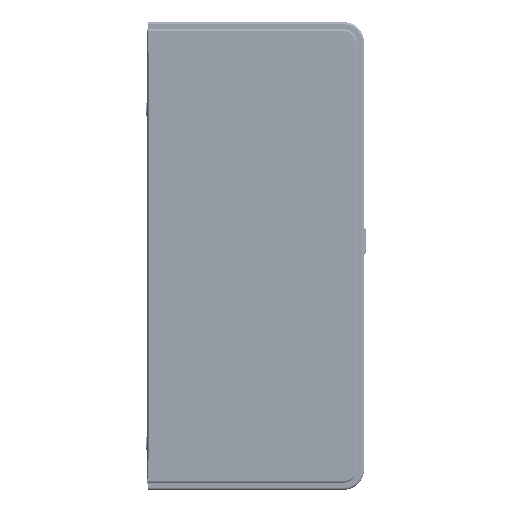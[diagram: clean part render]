
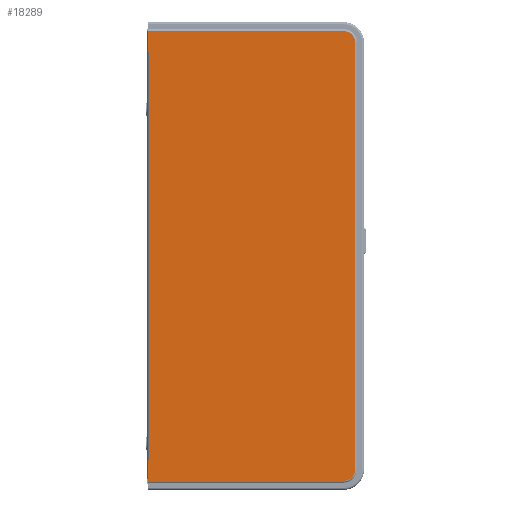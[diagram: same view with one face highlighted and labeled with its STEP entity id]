
A CAD part, left-side view. The second image highlights one B-rep face of the part: STEP entity #18289.
In plain terms, the highlighted planar face has unit normal (-1, 0, 0).
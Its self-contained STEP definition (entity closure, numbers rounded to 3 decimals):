
#18289 = ADVANCED_FACE( '', ( #42204 ), #42205, .T. );
#42204 = FACE_OUTER_BOUND( '', #89091, .T. );
#42205 = PLANE( '', #89092 );
#89091 = EDGE_LOOP( '', ( #155435, #155436, #155437, #155438, #155439, #155440, #155441, #155442, #155443, #155444, #155445, #155446, #155447, #155448 ) );
#89092 = AXIS2_PLACEMENT_3D( '', #155449, #155450, #155451 );
#155435 = ORIENTED_EDGE( '', *, *, #182637, .T. );
#155436 = ORIENTED_EDGE( '', *, *, #167883, .T. );
#155437 = ORIENTED_EDGE( '', *, *, #184003, .T. );
#155438 = ORIENTED_EDGE( '', *, *, #181564, .T. );
#155439 = ORIENTED_EDGE( '', *, *, #174808, .T. );
#155440 = ORIENTED_EDGE( '', *, *, #171081, .T. );
#155441 = ORIENTED_EDGE( '', *, *, #185351, .T. );
#155442 = ORIENTED_EDGE( '', *, *, #185352, .T. );
#155443 = ORIENTED_EDGE( '', *, *, #185353, .T. );
#155444 = ORIENTED_EDGE( '', *, *, #168576, .F. );
#155445 = ORIENTED_EDGE( '', *, *, #185354, .F. );
#155446 = ORIENTED_EDGE( '', *, *, #183968, .F. );
#155447 = ORIENTED_EDGE( '', *, *, #181376, .T. );
#155448 = ORIENTED_EDGE( '', *, *, #185355, .T. );
#155449 = CARTESIAN_POINT( '', ( -161.85, -178.946, -202.446 ) );
#155450 = DIRECTION( '', ( -1., 0., 0. ) );
#155451 = DIRECTION( '', ( 0., 0., 1. ) );
#167883 = EDGE_CURVE( '', #192818, #192816, #192819, .T. );
#168576 = EDGE_CURVE( '', #193989, #193991, #193992, .T. );
#171081 = EDGE_CURVE( '', #198285, #198286, #198287, .T. );
#174808 = EDGE_CURVE( '', #204299, #198285, #204300, .T. );
#181376 = EDGE_CURVE( '', #213529, #213527, #213530, .T. );
#181564 = EDGE_CURVE( '', #213766, #204299, #213767, .T. );
#182637 = EDGE_CURVE( '', #215120, #192818, #215121, .T. );
#183968 = EDGE_CURVE( '', #213529, #216929, #216930, .T. );
#184003 = EDGE_CURVE( '', #192816, #213766, #216971, .T. );
#185351 = EDGE_CURVE( '', #198286, #218602, #218603, .T. );
#185352 = EDGE_CURVE( '', #218602, #218604, #218605, .T. );
#185353 = EDGE_CURVE( '', #218604, #193991, #218606, .T. );
#185354 = EDGE_CURVE( '', #216929, #193989, #218607, .T. );
#185355 = EDGE_CURVE( '', #213527, #215120, #218608, .T. );
#192816 = VERTEX_POINT( '', #233354 );
#192818 = VERTEX_POINT( '', #233357 );
#192819 = LINE( '', #233358, #233359 );
#193989 = VERTEX_POINT( '', #236179 );
#193991 = VERTEX_POINT( '', #236182 );
#193992 = LINE( '', #236183, #236184 );
#198285 = VERTEX_POINT( '', #244261 );
#198286 = VERTEX_POINT( '', #244262 );
#198287 = LINE( '', #244263, #244264 );
#204299 = VERTEX_POINT( '', #262485 );
#204300 = CIRCLE( '', #262486, 10.923 );
#213527 = VERTEX_POINT( '', #281800 );
#213529 = VERTEX_POINT( '', #281802 );
#213530 = LINE( '', #281803, #281804 );
#213766 = VERTEX_POINT( '', #282297 );
#213767 = LINE( '', #282298, #282299 );
#215120 = VERTEX_POINT( '', #285231 );
#215121 = LINE( '', #285232, #285233 );
#216929 = VERTEX_POINT( '', #288525 );
#216930 = LINE( '', #288526, #288527 );
#216971 = LINE( '', #288576, #288577 );
#218602 = VERTEX_POINT( '', #291475 );
#218603 = CIRCLE( '', #291476, 10.923 );
#218604 = VERTEX_POINT( '', #291477 );
#218605 = LINE( '', #291478, #291479 );
#218606 = LINE( '', #291480, #291481 );
#218607 = LINE( '', #291482, #291483 );
#218608 = LINE( '', #291484, #291485 );
#233354 = CARTESIAN_POINT( '', ( -161.85, 5.78, -193.5 ) );
#233357 = CARTESIAN_POINT( '', ( -161.85, 3.78, -193.5 ) );
#233358 = CARTESIAN_POINT( '', ( -161.85, 5.78, -193.5 ) );
#233359 = VECTOR( '', #297050, 1000. );
#236179 = CARTESIAN_POINT( '', ( -161.85, 3.78, 192. ) );
#236182 = CARTESIAN_POINT( '', ( -161.85, 5.78, 192. ) );
#236183 = CARTESIAN_POINT( '', ( -161.85, 5.78, 192. ) );
#236184 = VECTOR( '', #297731, 1000. );
#244261 = CARTESIAN_POINT( '', ( -161.85, -189.869, -202.446 ) );
#244262 = CARTESIAN_POINT( '', ( -161.85, -189.869, 200.946 ) );
#244263 = CARTESIAN_POINT( '', ( -161.85, -189.869, -202.446 ) );
#244264 = VECTOR( '', #301078, 1000. );
#262485 = CARTESIAN_POINT( '', ( -161.85, -178.946, -213.369 ) );
#262486 = AXIS2_PLACEMENT_3D( '', #304470, #304471, #304472 );
#281800 = CARTESIAN_POINT( '', ( -161.85, 4.978, -193.3 ) );
#281802 = CARTESIAN_POINT( '', ( -161.85, 4.978, 191.8 ) );
#281803 = CARTESIAN_POINT( '', ( -161.85, 4.978, -202.446 ) );
#281804 = VECTOR( '', #311347, 1000. );
#282297 = CARTESIAN_POINT( '', ( -161.85, 5.78, -213.369 ) );
#282298 = CARTESIAN_POINT( '', ( -161.85, 5.78, -213.369 ) );
#282299 = VECTOR( '', #311508, 1000. );
#285231 = CARTESIAN_POINT( '', ( -161.85, 3.78, -193.3 ) );
#285232 = CARTESIAN_POINT( '', ( -161.85, 3.78, -193.5 ) );
#285233 = VECTOR( '', #312421, 1000. );
#288525 = CARTESIAN_POINT( '', ( -161.85, 3.78, 191.8 ) );
#288526 = CARTESIAN_POINT( '', ( -161.85, 3.78, 191.8 ) );
#288527 = VECTOR( '', #314018, 1000. );
#288576 = CARTESIAN_POINT( '', ( -161.85, 5.78, 212.2 ) );
#288577 = VECTOR( '', #314054, 1000. );
#291475 = CARTESIAN_POINT( '', ( -161.85, -178.946, 211.869 ) );
#291476 = AXIS2_PLACEMENT_3D( '', #315244, #315245, #315246 );
#291477 = CARTESIAN_POINT( '', ( -161.85, 5.78, 211.869 ) );
#291478 = CARTESIAN_POINT( '', ( -161.85, -178.946, 211.869 ) );
#291479 = VECTOR( '', #315247, 1000. );
#291480 = CARTESIAN_POINT( '', ( -161.85, 5.78, 212.2 ) );
#291481 = VECTOR( '', #315248, 1000. );
#291482 = CARTESIAN_POINT( '', ( -161.85, 3.78, 192. ) );
#291483 = VECTOR( '', #315249, 1000. );
#291484 = CARTESIAN_POINT( '', ( -161.85, 3.78, -193.3 ) );
#291485 = VECTOR( '', #315250, 1000. );
#297050 = DIRECTION( '', ( 0., 1., 0. ) );
#297731 = DIRECTION( '', ( 0., 1., 0. ) );
#301078 = DIRECTION( '', ( 0., 0., 1. ) );
#304470 = CARTESIAN_POINT( '', ( -161.85, -178.946, -202.446 ) );
#304471 = DIRECTION( '', ( -1., 0., 0. ) );
#304472 = DIRECTION( '', ( 0., 1., 0. ) );
#311347 = DIRECTION( '', ( 0., 0., -1. ) );
#311508 = DIRECTION( '', ( 0., -1., 0. ) );
#312421 = DIRECTION( '', ( 0., 0., -1. ) );
#314018 = DIRECTION( '', ( 0., -1., 0. ) );
#314054 = DIRECTION( '', ( 0., 0., -1. ) );
#315244 = CARTESIAN_POINT( '', ( -161.85, -178.946, 200.946 ) );
#315245 = DIRECTION( '', ( -1., 0., 0. ) );
#315246 = DIRECTION( '', ( 0., 1., 0. ) );
#315247 = DIRECTION( '', ( 0., 1., 0. ) );
#315248 = DIRECTION( '', ( 0., 0., -1. ) );
#315249 = DIRECTION( '', ( 0., 0., 1. ) );
#315250 = DIRECTION( '', ( 0., -1., 0. ) );
